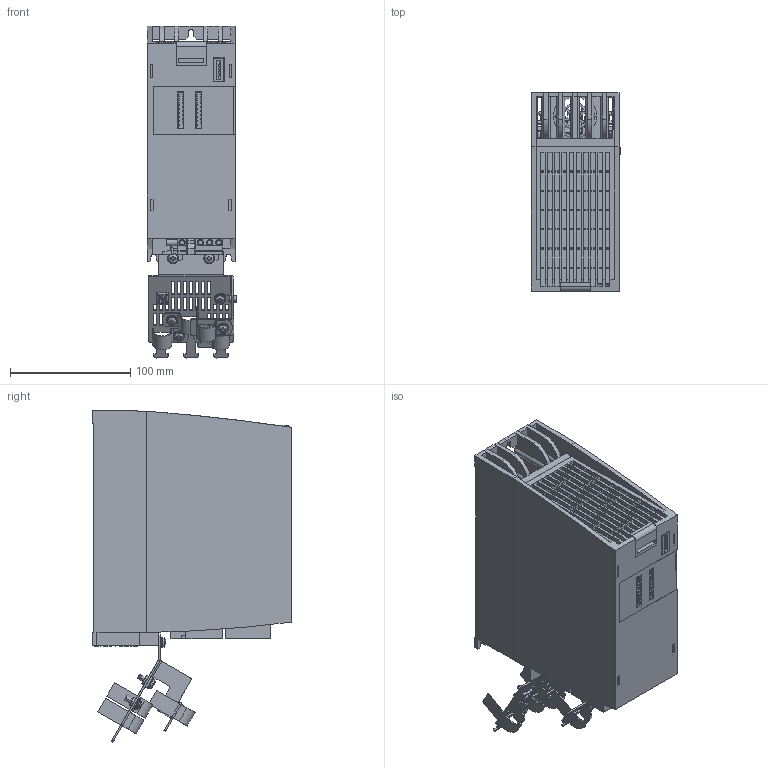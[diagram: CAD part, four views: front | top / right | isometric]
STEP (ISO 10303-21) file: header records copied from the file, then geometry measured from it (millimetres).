
FILE_DESCRIPTION(('no description'),'unknown implementation level');
FILE_NAME('6SL3210-1PE18-0AL1_3D_42f0c22ce6711e67c710eadeab57aeee.STP',' ',('SIEMENS A&D'),('CADClick - KiM GmbH - www.kimweb.de'),'unknown preprocess','ACIS','unknown authorization');
FILE_SCHEMA(('automotive_design'));
Length unit declared in the file: millimetre
Products named in the file (72): 1; 2; 3; 4; 5; 6; 7; 8; 9; 10; 11; 12; 13; 14; 15; 16; 17; 18; 19; 20; 21; 22; 23; 24; 25; 26; 27; 28; 29; 30; 31; 32; 33; 34; 35; 36; 37; 38; 39; 40 ...
Bounding box: 74.5 x 165 x 276 mm (x, y, z)
Volume: 1647129 mm3; surface area: 349977.7 mm2
Topology: 72 solids, 72 shells, 2205 faces, 5622 edges, 3713 vertices
Faces by surface type: plane 1690, cylinder 475, torus 38, cone 2
Entity records: 134693 total; most frequent: CARTESIAN_POINT 14324, STYLED_ITEM 11612, PRESENTATION_STYLE_ASSIGNMENT 11612, COLOUR_RGB 11612, ORIENTED_EDGE 11266, DIRECTION 11032, EDGE_CURVE 5622, CURVE_STYLE 5622
